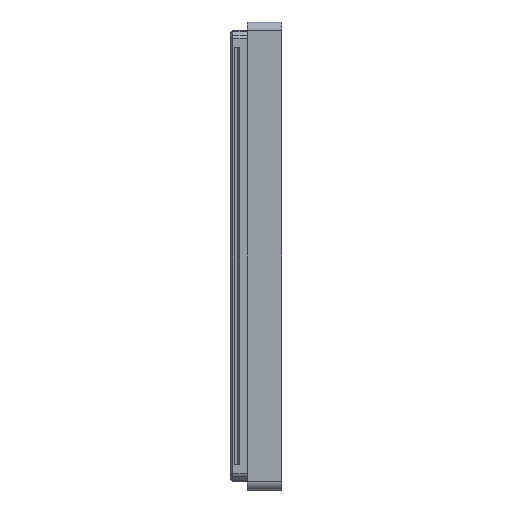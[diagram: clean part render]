
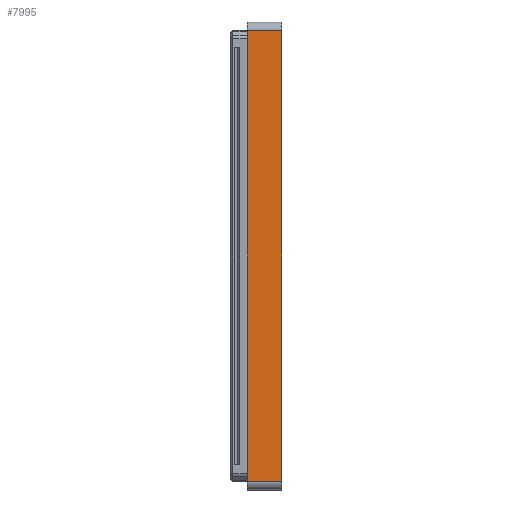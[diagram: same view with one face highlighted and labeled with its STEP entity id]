
A CAD part, left-side view. The second image highlights one B-rep face of the part: STEP entity #7995.
In plain terms, the highlighted planar face has unit normal (-1, 0, 0).
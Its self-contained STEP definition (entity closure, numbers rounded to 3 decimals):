
#1892=FACE_OUTER_BOUND('',#2263,.T.);
#2263=EDGE_LOOP('',(#6983,#6984,#6985,#6986));
#2977=LINE('',#11742,#3414);
#2981=LINE('',#11751,#3418);
#2987=LINE('',#11771,#3424);
#3280=LINE('',#13516,#3717);
#3414=VECTOR('',#9330,10.);
#3418=VECTOR('',#9338,10.);
#3424=VECTOR('',#9358,10.);
#3717=VECTOR('',#11395,10.);
#3822=VERTEX_POINT('',#11735);
#3825=VERTEX_POINT('',#11740);
#3828=VERTEX_POINT('',#11750);
#3835=VERTEX_POINT('',#11770);
#4583=EDGE_CURVE('',#3825,#3822,#2977,.T.);
#4587=EDGE_CURVE('',#3822,#3828,#2981,.T.);
#4597=EDGE_CURVE('',#3828,#3835,#2987,.T.);
#5470=EDGE_CURVE('',#3825,#3835,#3280,.T.);
#6983=ORIENTED_EDGE('',*,*,#4583,.F.);
#6984=ORIENTED_EDGE('',*,*,#5470,.T.);
#6985=ORIENTED_EDGE('',*,*,#4597,.F.);
#6986=ORIENTED_EDGE('',*,*,#4587,.F.);
#7630=PLANE('',#8992);
#7995=ADVANCED_FACE('',(#1892),#7630,.T.);
#8992=AXIS2_PLACEMENT_3D('',#13515,#11393,#11394);
#9330=DIRECTION('',(0.,1.,0.));
#9338=DIRECTION('',(0.,0.,1.));
#9358=DIRECTION('',(0.,-1.,0.));
#11393=DIRECTION('center_axis',(-1.,0.,0.));
#11394=DIRECTION('ref_axis',(0.,0.,1.));
#11395=DIRECTION('',(0.,0.,1.));
#11735=CARTESIAN_POINT('',(-55.,8.,2.));
#11740=CARTESIAN_POINT('',(-55.,0.,2.));
#11742=CARTESIAN_POINT('',(-55.,0.,2.));
#11750=CARTESIAN_POINT('',(-55.,8.,108.));
#11751=CARTESIAN_POINT('',(-55.,8.,0.));
#11770=CARTESIAN_POINT('',(-55.,0.,108.));
#11771=CARTESIAN_POINT('',(-55.,0.,108.));
#13515=CARTESIAN_POINT('Origin',(-55.,0.,0.));
#13516=CARTESIAN_POINT('',(-55.,0.,0.));
